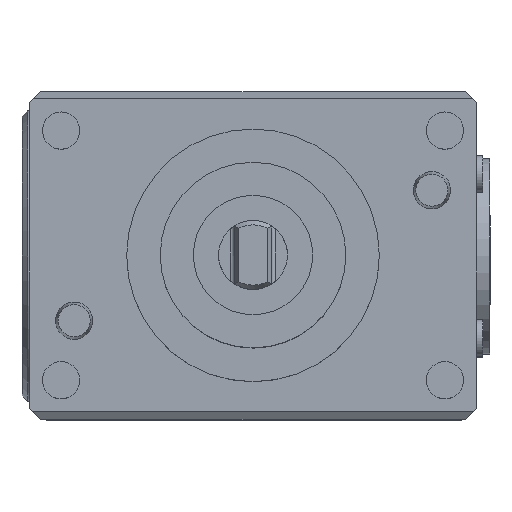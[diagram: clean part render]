
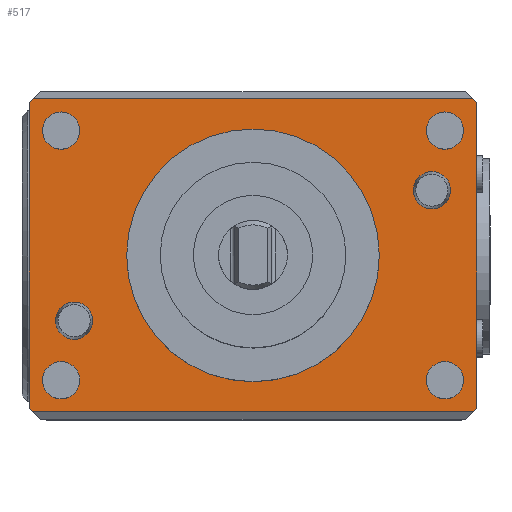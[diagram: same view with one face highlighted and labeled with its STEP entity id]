
A CAD part, top view. The second image highlights one B-rep face of the part: STEP entity #517.
In plain terms, the highlighted planar face has unit normal (0, 0, 1).
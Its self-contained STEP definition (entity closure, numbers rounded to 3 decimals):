
#40=LINE('',#2350,#132);
#46=LINE('',#2363,#138);
#47=LINE('',#2365,#139);
#54=LINE('',#2381,#146);
#118=LINE('',#2758,#210);
#119=LINE('',#2760,#211);
#120=LINE('',#2761,#212);
#121=LINE('',#2762,#213);
#132=VECTOR('',#1684,1.);
#138=VECTOR('',#1692,1.);
#139=VECTOR('',#1695,1.);
#146=VECTOR('',#1704,1.);
#210=VECTOR('',#2034,1.);
#211=VECTOR('',#2037,1.);
#212=VECTOR('',#2038,1.);
#213=VECTOR('',#2039,1.);
#265=PLANE('',#1640);
#370=CIRCLE('',#1507,5.);
#372=CIRCLE('',#1510,5.);
#411=CIRCLE('',#1586,5.);
#413=CIRCLE('',#1590,5.);
#415=CIRCLE('',#1594,5.);
#417=CIRCLE('',#1598,5.);
#431=CIRCLE('',#1639,33.9);
#517=ADVANCED_FACE('',(#613,#614,#615,#616,#617,#618,#619,#620),#265,.T.);
#613=FACE_BOUND('',#753,.T.);
#614=FACE_BOUND('',#754,.T.);
#615=FACE_BOUND('',#755,.T.);
#616=FACE_BOUND('',#756,.T.);
#617=FACE_BOUND('',#757,.T.);
#618=FACE_BOUND('',#758,.T.);
#619=FACE_BOUND('',#759,.T.);
#620=FACE_BOUND('',#760,.T.);
#753=EDGE_LOOP('',(#1048));
#754=EDGE_LOOP('',(#1049));
#755=EDGE_LOOP('',(#1050));
#756=EDGE_LOOP('',(#1051));
#757=EDGE_LOOP('',(#1052,#1053,#1054,#1055,#1056,#1057,#1058,#1059));
#758=EDGE_LOOP('',(#1060));
#759=EDGE_LOOP('',(#1061));
#760=EDGE_LOOP('',(#1062));
#1048=ORIENTED_EDGE('',*,*,#1314,.F.);
#1049=ORIENTED_EDGE('',*,*,#1312,.F.);
#1050=ORIENTED_EDGE('',*,*,#1413,.F.);
#1051=ORIENTED_EDGE('',*,*,#1417,.F.);
#1052=ORIENTED_EDGE('',*,*,#1441,.F.);
#1053=ORIENTED_EDGE('',*,*,#1308,.T.);
#1054=ORIENTED_EDGE('',*,*,#1440,.T.);
#1055=ORIENTED_EDGE('',*,*,#1301,.T.);
#1056=ORIENTED_EDGE('',*,*,#1442,.T.);
#1057=ORIENTED_EDGE('',*,*,#1300,.T.);
#1058=ORIENTED_EDGE('',*,*,#1443,.F.);
#1059=ORIENTED_EDGE('',*,*,#1294,.T.);
#1060=ORIENTED_EDGE('',*,*,#1444,.T.);
#1061=ORIENTED_EDGE('',*,*,#1415,.F.);
#1062=ORIENTED_EDGE('',*,*,#1411,.F.);
#1157=VERTEX_POINT('',#2349);
#1158=VERTEX_POINT('',#2351);
#1160=VERTEX_POINT('',#2356);
#1163=VERTEX_POINT('',#2362);
#1164=VERTEX_POINT('',#2366);
#1165=VERTEX_POINT('',#2367);
#1171=VERTEX_POINT('',#2380);
#1172=VERTEX_POINT('',#2382);
#1175=VERTEX_POINT('',#2390);
#1177=VERTEX_POINT('',#2395);
#1252=VERTEX_POINT('',#2670);
#1254=VERTEX_POINT('',#2676);
#1256=VERTEX_POINT('',#2682);
#1258=VERTEX_POINT('',#2688);
#1274=VERTEX_POINT('',#2764);
#1294=EDGE_CURVE('',#1158,#1157,#40,.T.);
#1300=EDGE_CURVE('',#1160,#1163,#46,.T.);
#1301=EDGE_CURVE('',#1164,#1165,#47,.T.);
#1308=EDGE_CURVE('',#1172,#1171,#54,.T.);
#1312=EDGE_CURVE('',#1175,#1175,#370,.T.);
#1314=EDGE_CURVE('',#1177,#1177,#372,.T.);
#1411=EDGE_CURVE('',#1252,#1252,#411,.T.);
#1413=EDGE_CURVE('',#1254,#1254,#413,.T.);
#1415=EDGE_CURVE('',#1256,#1256,#415,.T.);
#1417=EDGE_CURVE('',#1258,#1258,#417,.T.);
#1440=EDGE_CURVE('',#1171,#1164,#118,.T.);
#1441=EDGE_CURVE('',#1172,#1157,#119,.T.);
#1442=EDGE_CURVE('',#1165,#1160,#120,.T.);
#1443=EDGE_CURVE('',#1158,#1163,#121,.T.);
#1444=EDGE_CURVE('',#1274,#1274,#431,.T.);
#1507=AXIS2_PLACEMENT_3D('',#2389,#1711,#1712);
#1510=AXIS2_PLACEMENT_3D('',#2394,#1717,#1718);
#1586=AXIS2_PLACEMENT_3D('',#2669,#1923,#1924);
#1590=AXIS2_PLACEMENT_3D('',#2675,#1931,#1932);
#1594=AXIS2_PLACEMENT_3D('',#2681,#1939,#1940);
#1598=AXIS2_PLACEMENT_3D('',#2687,#1947,#1948);
#1639=AXIS2_PLACEMENT_3D('',#2763,#2040,#2041);
#1640=AXIS2_PLACEMENT_3D('',#2765,#2042,#2043);
#1684=DIRECTION('',(0.707,-0.707,0.));
#1692=DIRECTION('',(-0.707,-0.707,0.));
#1695=DIRECTION('',(-0.707,0.707,0.));
#1704=DIRECTION('',(0.707,0.707,0.));
#1711=DIRECTION('',(0.,0.,1.));
#1712=DIRECTION('',(0.,-1.,0.));
#1717=DIRECTION('',(0.,0.,1.));
#1718=DIRECTION('',(0.,-1.,0.));
#1923=DIRECTION('',(0.,0.,1.));
#1924=DIRECTION('',(1.,0.,0.));
#1931=DIRECTION('',(0.,0.,1.));
#1932=DIRECTION('',(1.,0.,0.));
#1939=DIRECTION('',(0.,0.,1.));
#1940=DIRECTION('',(1.,0.,0.));
#1947=DIRECTION('',(0.,0.,1.));
#1948=DIRECTION('',(1.,0.,0.));
#2034=DIRECTION('',(0.,1.,0.));
#2037=DIRECTION('',(-1.,0.,0.));
#2038=DIRECTION('',(-1.,0.,0.));
#2039=DIRECTION('',(0.,1.,0.));
#2040=DIRECTION('',(0.,0.,-1.));
#2041=DIRECTION('',(0.,-1.,0.));
#2042=DIRECTION('',(0.,0.,1.));
#2043=DIRECTION('',(0.,1.,0.));
#2349=CARTESIAN_POINT('',(-59.,-42.,0.));
#2350=CARTESIAN_POINT('',(0.5,-101.5,0.));
#2351=CARTESIAN_POINT('',(-60.,-41.,0.));
#2356=CARTESIAN_POINT('',(-59.,42.,0.));
#2362=CARTESIAN_POINT('',(-60.,41.,0.));
#2363=CARTESIAN_POINT('',(-41.5,59.5,0.));
#2365=CARTESIAN_POINT('',(101.5,-0.5,0.));
#2366=CARTESIAN_POINT('',(60.,41.,0.));
#2367=CARTESIAN_POINT('',(59.,42.,0.));
#2380=CARTESIAN_POINT('',(60.,-41.,0.));
#2381=CARTESIAN_POINT('',(59.5,-41.5,0.));
#2382=CARTESIAN_POINT('',(59.,-42.,0.));
#2389=CARTESIAN_POINT('',(48.,17.5,0.));
#2390=CARTESIAN_POINT('',(48.,12.5,0.));
#2394=CARTESIAN_POINT('',(-48.,-17.5,0.));
#2395=CARTESIAN_POINT('',(-48.,-22.5,0.));
#2669=CARTESIAN_POINT('',(51.5,33.5,0.));
#2670=CARTESIAN_POINT('',(56.5,33.5,0.));
#2675=CARTESIAN_POINT('',(51.5,-33.5,0.));
#2676=CARTESIAN_POINT('',(56.5,-33.5,0.));
#2681=CARTESIAN_POINT('',(-51.5,-33.5,0.));
#2682=CARTESIAN_POINT('',(-46.5,-33.5,0.));
#2687=CARTESIAN_POINT('',(-51.5,33.5,0.));
#2688=CARTESIAN_POINT('',(-46.5,33.5,0.));
#2758=CARTESIAN_POINT('',(60.,-42.,0.));
#2760=CARTESIAN_POINT('',(60.,-42.,0.));
#2761=CARTESIAN_POINT('',(60.,42.,0.));
#2762=CARTESIAN_POINT('',(-60.,-42.,0.));
#2763=CARTESIAN_POINT('',(0.,0.,0.));
#2764=CARTESIAN_POINT('',(0.,-33.9,0.));
#2765=CARTESIAN_POINT('',(60.,-42.,0.));
